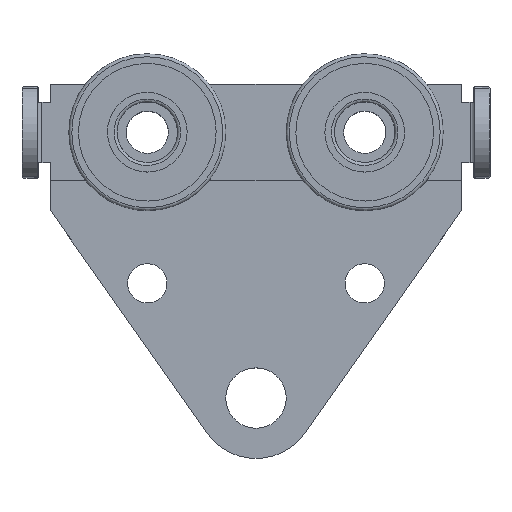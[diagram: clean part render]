
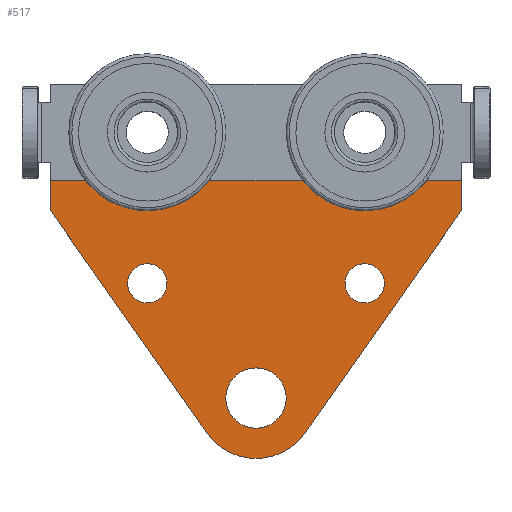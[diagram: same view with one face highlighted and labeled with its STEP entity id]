
A CAD part, top view. The second image highlights one B-rep face of the part: STEP entity #517.
In plain terms, the highlighted planar face has unit normal (0, 0, 1).
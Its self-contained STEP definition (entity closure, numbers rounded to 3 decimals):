
#517=ADVANCED_FACE('',(#2055,#2057,#2059,#2061),#2063,.T.);
#2055=FACE_BOUND('',#2056,.T.);
#2056=EDGE_LOOP('',(#3327,#3328,#3329,#3330,#3331,#3332));
#2057=FACE_BOUND('',#2058,.T.);
#2058=EDGE_LOOP('',(#3333));
#2059=FACE_BOUND('',#2060,.T.);
#2060=EDGE_LOOP('',(#3334));
#2061=FACE_BOUND('',#2062,.T.);
#2062=EDGE_LOOP('',(#3335));
#2063=PLANE('',#2064);
#2064=AXIS2_PLACEMENT_3D('',#2065,#2066,#2067);
#2065=CARTESIAN_POINT('',(16.429,-12.757,-1.173));
#2066=DIRECTION('',(0.,0.,1.));
#2067=DIRECTION('',(1.,0.,0.));
#3327=ORIENTED_EDGE('',*,*,#3772,.F.);
#3328=ORIENTED_EDGE('',*,*,#3770,.T.);
#3329=ORIENTED_EDGE('',*,*,#3859,.T.);
#3330=ORIENTED_EDGE('',*,*,#3860,.T.);
#3331=ORIENTED_EDGE('',*,*,#3861,.T.);
#3332=ORIENTED_EDGE('',*,*,#3776,.T.);
#3333=ORIENTED_EDGE('',*,*,#3862,.T.);
#3334=ORIENTED_EDGE('',*,*,#3863,.T.);
#3335=ORIENTED_EDGE('',*,*,#3864,.T.);
#3770=EDGE_CURVE('',#4134,#4132,#4135,.T.);
#3772=EDGE_CURVE('',#4134,#4137,#4138,.T.);
#3776=EDGE_CURVE('',#4144,#4137,#4145,.T.);
#3859=EDGE_CURVE('',#4132,#4282,#4284,.T.);
#3860=EDGE_CURVE('',#4282,#4285,#4286,.T.);
#3861=EDGE_CURVE('',#4285,#4144,#4287,.T.);
#3862=EDGE_CURVE('',#4288,#4288,#4289,.F.);
#3863=EDGE_CURVE('',#4290,#4290,#4291,.F.);
#3864=EDGE_CURVE('',#4292,#4292,#4293,.F.);
#4132=VERTEX_POINT('',#4855);
#4134=VERTEX_POINT('',#4859);
#4135=LINE('',#4860,#4861);
#4137=VERTEX_POINT('',#4866);
#4138=LINE('',#4867,#4868);
#4144=VERTEX_POINT('',#4881);
#4145=LINE('',#4882,#4883);
#4282=VERTEX_POINT('',#5273);
#4284=LINE('',#5277,#5278);
#4285=VERTEX_POINT('',#5280);
#4286=CIRCLE('',#5281,10.);
#4287=LINE('',#5285,#5286);
#4288=VERTEX_POINT('',#5288);
#4289=CIRCLE('',#5289,3.25);
#4290=VERTEX_POINT('',#5293);
#4291=CIRCLE('',#5294,3.25);
#4292=VERTEX_POINT('',#5298);
#4293=CIRCLE('',#5299,5.);
#4855=CARTESIAN_POINT('',(-19.137,-32.431,-1.173));
#4859=CARTESIAN_POINT('',(-19.137,-27.431,-1.173));
#4860=CARTESIAN_POINT('',(-19.137,-27.431,-1.173));
#4861=VECTOR('',#4862,1.);
#4862=DIRECTION('',(0.,-1.,0.));
#4866=CARTESIAN_POINT('',(48.863,-27.431,-1.173));
#4867=CARTESIAN_POINT('',(-19.137,-27.431,-1.173));
#4868=VECTOR('',#4869,1.);
#4869=DIRECTION('',(1.,0.,0.));
#4881=CARTESIAN_POINT('',(48.863,-32.431,-1.173));
#4882=CARTESIAN_POINT('',(48.863,-32.431,-1.173));
#4883=VECTOR('',#4884,1.);
#4884=DIRECTION('',(0.,1.,0.));
#5273=CARTESIAN_POINT('',(6.68,-69.179,-1.173));
#5277=CARTESIAN_POINT('',(-19.137,-32.431,-1.173));
#5278=VECTOR('',#5279,1.);
#5279=DIRECTION('',(0.575,-0.818,0.));
#5280=CARTESIAN_POINT('',(23.045,-69.179,-1.173));
#5281=AXIS2_PLACEMENT_3D('',#5282,#5283,#5284);
#5282=CARTESIAN_POINT('',(14.863,-63.431,-1.173));
#5283=DIRECTION('',(0.,0.,1.));
#5284=DIRECTION('',(-0.818,-0.575,0.));
#5285=CARTESIAN_POINT('',(23.045,-69.179,-1.173));
#5286=VECTOR('',#5287,1.);
#5287=DIRECTION('',(0.575,0.818,0.));
#5288=CARTESIAN_POINT('',(36.113,-44.431,-1.173));
#5289=AXIS2_PLACEMENT_3D('',#5290,#5291,#5292);
#5290=CARTESIAN_POINT('',(32.863,-44.431,-1.173));
#5291=DIRECTION('',(0.,0.,1.));
#5292=DIRECTION('',(1.,0.,0.));
#5293=CARTESIAN_POINT('',(0.113,-44.431,-1.173));
#5294=AXIS2_PLACEMENT_3D('',#5295,#5296,#5297);
#5295=CARTESIAN_POINT('',(-3.137,-44.431,-1.173));
#5296=DIRECTION('',(0.,0.,1.));
#5297=DIRECTION('',(1.,0.,0.));
#5298=CARTESIAN_POINT('',(19.863,-63.431,-1.173));
#5299=AXIS2_PLACEMENT_3D('',#5300,#5301,#5302);
#5300=CARTESIAN_POINT('',(14.863,-63.431,-1.173));
#5301=DIRECTION('',(0.,0.,1.));
#5302=DIRECTION('',(1.,0.,0.));
